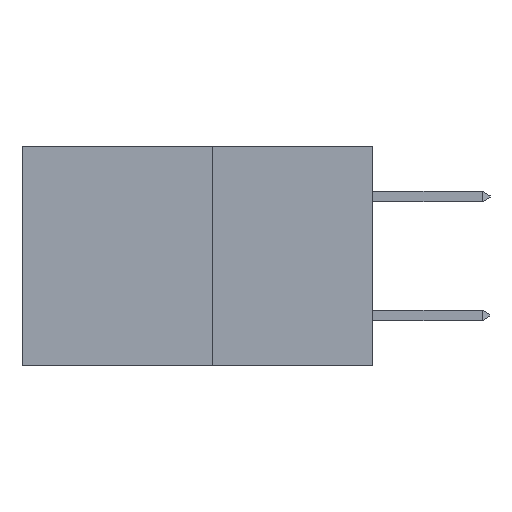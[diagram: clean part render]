
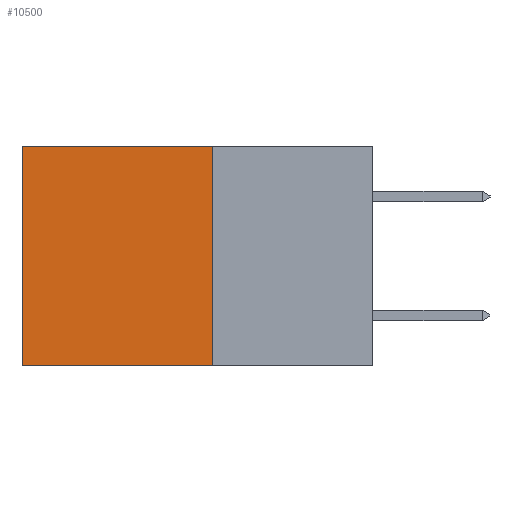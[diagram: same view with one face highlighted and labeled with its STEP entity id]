
A CAD part, left-side view. The second image highlights one B-rep face of the part: STEP entity #10500.
In plain terms, the highlighted planar face has unit normal (-1, 0, 0).
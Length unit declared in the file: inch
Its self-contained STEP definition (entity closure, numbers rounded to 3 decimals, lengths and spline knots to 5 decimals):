
#84 = DIRECTION ( 'NONE',  ( 0., 0., -1. ) ) ;
#939 = EDGE_CURVE ( 'NONE', #1777, #6216, #5440, .T. ) ;
#1283 = DIRECTION ( 'NONE',  ( 0., 1., 0. ) ) ;
#1437 = ORIENTED_EDGE ( 'NONE', *, *, #7049, .F. ) ;
#1777 = VERTEX_POINT ( 'NONE', #15330 ) ;
#2087 = VERTEX_POINT ( 'NONE', #4042 ) ;
#2373 = EDGE_LOOP ( 'NONE', ( #11998, #1437, #11705, #6574 ) ) ;
#2884 = EDGE_CURVE ( 'NONE', #2087, #1777, #12987, .T. ) ;
#3604 = CARTESIAN_POINT ( 'NONE',  ( 0.277, 0.27, 0. ) ) ;
#4025 = EDGE_CURVE ( 'NONE', #2087, #11120, #9828, .T. ) ;
#4042 = CARTESIAN_POINT ( 'NONE',  ( 0.277, 0.27, 0. ) ) ;
#5371 = VECTOR ( 'NONE', #1283, 39.37008 ) ;
#5440 = LINE ( 'NONE', #18561, #12622 ) ;
#5653 = CARTESIAN_POINT ( 'NONE',  ( 0.277, 0.27, -0.37 ) ) ;
#6216 = VERTEX_POINT ( 'NONE', #12421 ) ;
#6574 = ORIENTED_EDGE ( 'NONE', *, *, #2884, .T. ) ;
#6579 = DIRECTION ( 'NONE',  ( 0., 0., -1. ) ) ;
#7049 = EDGE_CURVE ( 'NONE', #11120, #6216, #11516, .T. ) ;
#8998 = CARTESIAN_POINT ( 'NONE',  ( 0.277, 0.27, -0.37 ) ) ;
#9070 = DIRECTION ( 'NONE',  ( 1., 0., 0. ) ) ;
#9620 = DIRECTION ( 'NONE',  ( 0., 1., 0. ) ) ;
#9666 = CARTESIAN_POINT ( 'NONE',  ( 0.277, 0.27, -0.37 ) ) ;
#9671 = CARTESIAN_POINT ( 'NONE',  ( 0.277, 0.27, -0.37 ) ) ;
#9828 = LINE ( 'NONE', #5653, #10273 ) ;
#10273 = VECTOR ( 'NONE', #6579, 39.37008 ) ;
#10500 = ADVANCED_FACE ( 'NONE', ( #10539 ), #14739, .F. ) ;
#10539 = FACE_OUTER_BOUND ( 'NONE', #2373, .T. ) ;
#10977 = DIRECTION ( 'NONE',  ( 0., 0., -1. ) ) ;
#11120 = VERTEX_POINT ( 'NONE', #9671 ) ;
#11516 = LINE ( 'NONE', #9666, #15332 ) ;
#11705 = ORIENTED_EDGE ( 'NONE', *, *, #4025, .F. ) ;
#11998 = ORIENTED_EDGE ( 'NONE', *, *, #939, .T. ) ;
#12421 = CARTESIAN_POINT ( 'NONE',  ( 0.277, 0.59, -0.37 ) ) ;
#12622 = VECTOR ( 'NONE', #10977, 39.37008 ) ;
#12987 = LINE ( 'NONE', #3604, #5371 ) ;
#13773 = AXIS2_PLACEMENT_3D ( 'NONE', #8998, #9070, #84 ) ;
#14739 = PLANE ( 'NONE',  #13773 ) ;
#15330 = CARTESIAN_POINT ( 'NONE',  ( 0.277, 0.59, 0. ) ) ;
#15332 = VECTOR ( 'NONE', #9620, 39.37008 ) ;
#18561 = CARTESIAN_POINT ( 'NONE',  ( 0.277, 0.59, -0.37 ) ) ;
